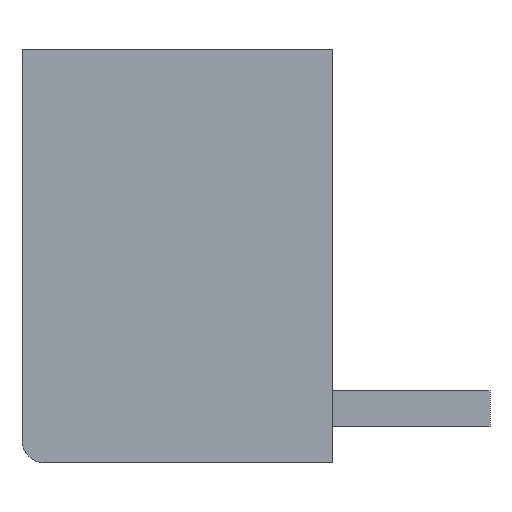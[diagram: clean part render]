
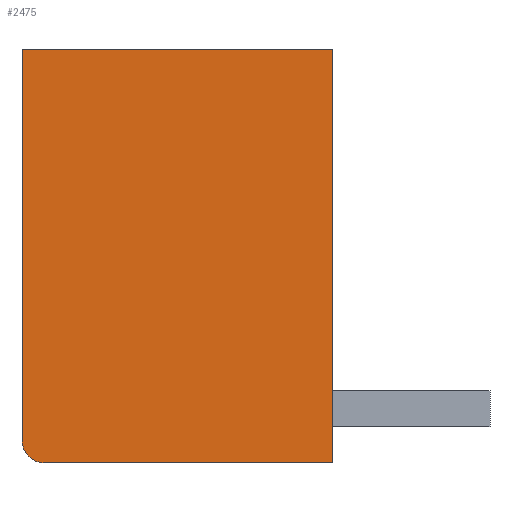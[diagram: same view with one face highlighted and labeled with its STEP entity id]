
A CAD part, left-side view. The second image highlights one B-rep face of the part: STEP entity #2475.
In plain terms, the highlighted planar face has unit normal (-1, 0, 0).
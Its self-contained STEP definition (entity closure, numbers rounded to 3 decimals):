
#6=DIRECTION('',(0.,1.,0.));
#7=VECTOR('',#6,6.9);
#8=CARTESIAN_POINT('',(-9.05,-3.45,0.));
#9=LINE('',#8,#7);
#218=DIRECTION('',(0.,0.,1.));
#219=VECTOR('',#218,9.2);
#220=CARTESIAN_POINT('',(-9.05,-3.45,-9.2));
#221=LINE('',#220,#219);
#319=CARTESIAN_POINT('',(-9.05,2.95,-8.7));
#320=DIRECTION('',(-1.,0.,0.));
#321=DIRECTION('',(0.,1.,0.));
#322=AXIS2_PLACEMENT_3D('',#319,#320,#321);
#324=DIRECTION('',(0.,0.,1.));
#325=VECTOR('',#324,8.7);
#326=CARTESIAN_POINT('',(-9.05,3.45,-8.7));
#327=LINE('',#326,#325);
#332=DIRECTION('',(0.,1.,0.));
#333=VECTOR('',#332,6.4);
#334=CARTESIAN_POINT('',(-9.05,-3.45,-9.2));
#335=LINE('',#334,#333);
#1655=CARTESIAN_POINT('',(-9.05,-3.45,0.));
#1656=CARTESIAN_POINT('',(-9.05,3.45,0.));
#1657=VERTEX_POINT('',#1655);
#1658=VERTEX_POINT('',#1656);
#1664=CARTESIAN_POINT('',(-9.05,-3.45,-9.2));
#1666=VERTEX_POINT('',#1664);
#1671=CARTESIAN_POINT('',(-9.05,3.45,-8.7));
#1672=VERTEX_POINT('',#1671);
#1673=CARTESIAN_POINT('',(-9.05,2.95,-9.2));
#1674=VERTEX_POINT('',#1673);
#2462=CARTESIAN_POINT('',(-9.05,3.45,0.));
#2463=DIRECTION('',(-1.,0.,0.));
#2464=DIRECTION('',(0.,-1.,0.));
#2465=AXIS2_PLACEMENT_3D('',#2462,#2463,#2464);
#2466=PLANE('',#2465);
#2467=ORIENTED_EDGE('',*,*,#2442,.F.);
#2468=ORIENTED_EDGE('',*,*,#2457,.T.);
#2469=ORIENTED_EDGE('',*,*,#2194,.F.);
#2470=ORIENTED_EDGE('',*,*,#2363,.F.);
#2472=ORIENTED_EDGE('',*,*,#2471,.T.);
#2473=EDGE_LOOP('',(#2467,#2468,#2469,#2470,#2472));
#2474=FACE_OUTER_BOUND('',#2473,.F.);
#323=CIRCLE('',#322,0.5);
#2194=EDGE_CURVE('',#1657,#1658,#9,.T.);
#2363=EDGE_CURVE('',#1666,#1657,#221,.T.);
#2442=EDGE_CURVE('',#1672,#1674,#323,.T.);
#2457=EDGE_CURVE('',#1672,#1658,#327,.T.);
#2471=EDGE_CURVE('',#1666,#1674,#335,.T.);
#2475=ADVANCED_FACE('',(#2474),#2466,.T.);
